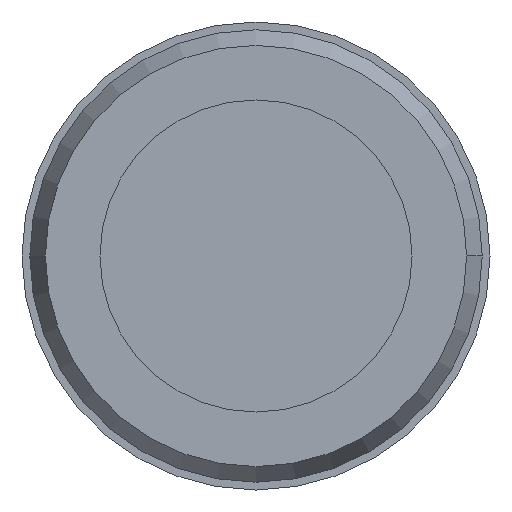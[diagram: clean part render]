
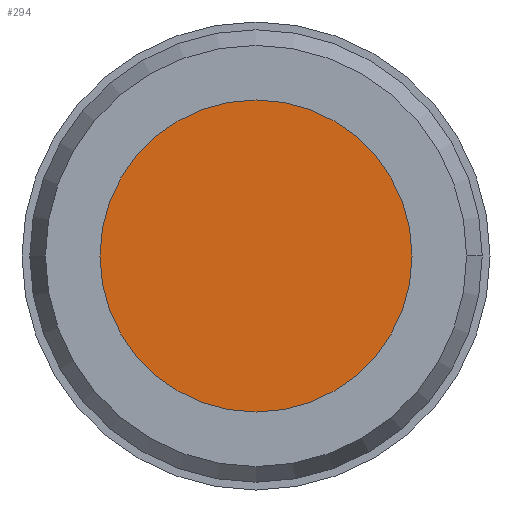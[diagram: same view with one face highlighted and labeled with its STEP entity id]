
A CAD part, front view. The second image highlights one B-rep face of the part: STEP entity #294.
In plain terms, the highlighted planar face has unit normal (0, -1, 0).
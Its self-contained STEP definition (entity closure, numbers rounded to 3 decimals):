
#9=CARTESIAN_POINT('',(0.,-38.,0.));
#10=DIRECTION('',(0.,-1.,0.));
#11=DIRECTION('',(1.,0.,0.));
#12=AXIS2_PLACEMENT_3D('',#9,#10,#11);
#14=CARTESIAN_POINT('',(0.,-38.,0.));
#15=DIRECTION('',(0.,-1.,0.));
#16=DIRECTION('',(-1.,0.,0.));
#17=AXIS2_PLACEMENT_3D('',#14,#15,#16);
#243=CARTESIAN_POINT('',(10.,-38.,0.));
#244=CARTESIAN_POINT('',(-10.,-38.,0.));
#245=VERTEX_POINT('',#243);
#246=VERTEX_POINT('',#244);
#285=CARTESIAN_POINT('',(0.,-38.,0.));
#286=DIRECTION('',(0.,-1.,0.));
#287=DIRECTION('',(1.,0.,0.));
#288=AXIS2_PLACEMENT_3D('',#285,#286,#287);
#289=PLANE('',#288);
#290=ORIENTED_EDGE('',*,*,#277,.F.);
#291=ORIENTED_EDGE('',*,*,#262,.F.);
#292=EDGE_LOOP('',(#290,#291));
#293=FACE_OUTER_BOUND('',#292,.F.);
#294=ADVANCED_FACE('',(#293),#289,.T.);
#13=CIRCLE('',#12,10.);
#18=CIRCLE('',#17,10.);
#262=EDGE_CURVE('',#246,#245,#18,.T.);
#277=EDGE_CURVE('',#245,#246,#13,.T.);
